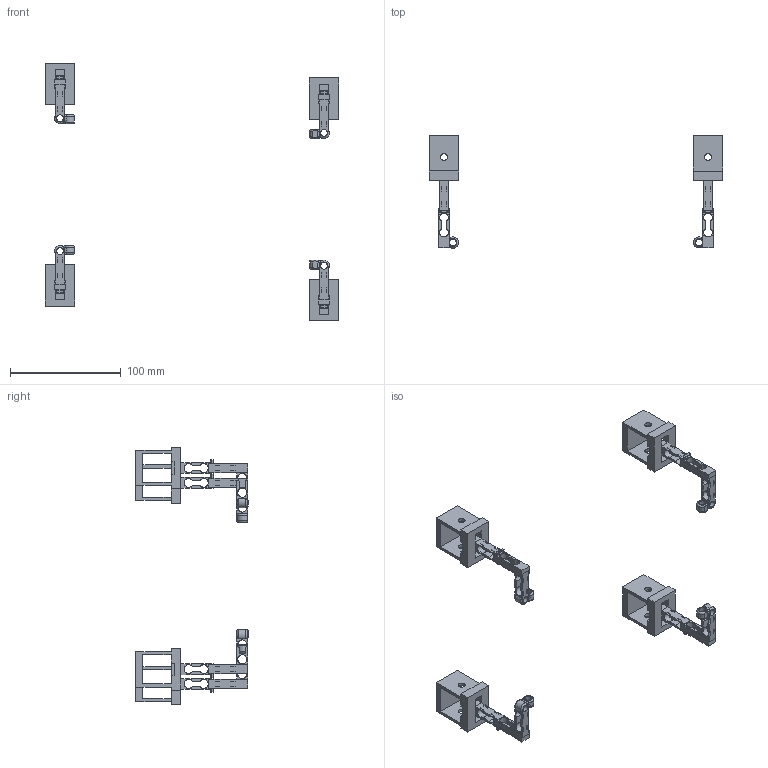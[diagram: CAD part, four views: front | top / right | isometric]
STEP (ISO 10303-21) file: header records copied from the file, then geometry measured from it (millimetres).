
FILE_DESCRIPTION(/* description */ (''),/* implementation_level */ '2;1');
FILE_NAME(/* name */ 'Fusion360.step',/* time_stamp */ '2022-09-09T11:10:58-04:00',/* author */ (''),/* organization */ (''),/* preprocessor_version */ 'ST-DEVELOPER v19',/* originating_system */ 'Autodesk Translation Framework v11.7.0.108',/* authorisation */ '');
FILE_SCHEMA (('AUTOMOTIVE_DESIGN { 1 0 10303 214 3 1 1 }'));
Length unit declared in the file: millimetre
Products named in the file (1): Corner 1 and 2 8020
Bounding box: 265 x 101.08 x 232.36 mm (x, y, z)
Volume: 78405.9 mm3; surface area: 51641.1 mm2
Topology: 4 solids, 4 shells, 772 faces, 2292 edges, 1488 vertices
Faces by surface type: plane 650, cylinder 66, bspline 40, torus 16
Full cylindrical faces by diameter (mm): 6 x8, 6.35 x8
Entity records: 26776 total; most frequent: CARTESIAN_POINT 6091, ORIENTED_EDGE 4584, DIRECTION 3858, EDGE_CURVE 2292, LINE 1968, VECTOR 1968, VERTEX_POINT 1488, AXIS2_PLACEMENT_3D 945
